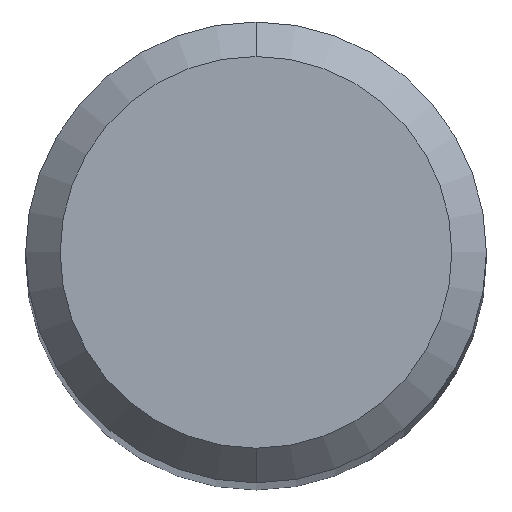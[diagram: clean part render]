
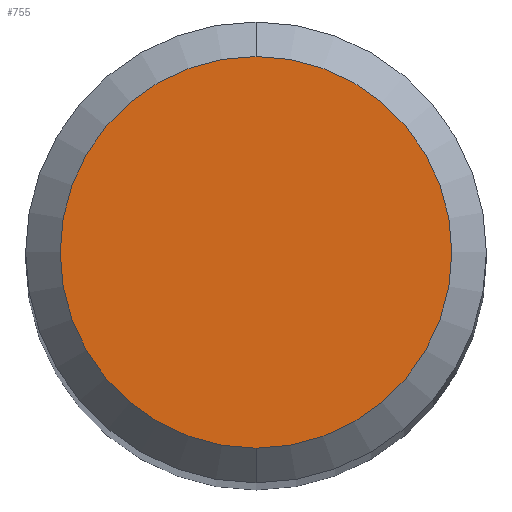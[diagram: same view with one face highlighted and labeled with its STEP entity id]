
A CAD part, top view. The second image highlights one B-rep face of the part: STEP entity #755.
In plain terms, the highlighted planar face has unit normal (0, 0, 1).
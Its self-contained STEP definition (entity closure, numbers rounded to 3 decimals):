
#369=EDGE_CURVE('',#717,#895,#1033,.T.);
#409=EDGE_CURVE('',#895,#717,#1077,.T.);
#717=VERTEX_POINT('',#1413);
#755=ADVANCED_FACE('',(#1454),#1455,.T.);
#895=VERTEX_POINT('',#1608);
#1033=CIRCLE('',#1752,1.7);
#1077=CIRCLE('',#1920,1.7);
#1413=CARTESIAN_POINT('',(0.0,1.7,0.0));
#1454=FACE_OUTER_BOUND('',#3722,.T.);
#1455=PLANE('',#3723);
#1608=CARTESIAN_POINT('',(0.,-1.7,0.0));
#1752=AXIS2_PLACEMENT_3D('',#4487,#4488,#4489);
#1920=AXIS2_PLACEMENT_3D('',#4529,#4530,#4531);
#3722=EDGE_LOOP('',(#4932,#4933));
#3723=AXIS2_PLACEMENT_3D('',#4934,#4935,#4936);
#4487=CARTESIAN_POINT('',(0.0,0.0,0.0));
#4488=DIRECTION('',(0.0,0.0,-1.0));
#4489=DIRECTION('',(0.0,1.0,0.0));
#4529=CARTESIAN_POINT('',(0.0,0.0,0.0));
#4530=DIRECTION('',(0.0,0.0,-1.0));
#4531=DIRECTION('',(0.0,1.0,0.0));
#4932=ORIENTED_EDGE('',*,*,#369,.F.);
#4933=ORIENTED_EDGE('',*,*,#409,.F.);
#4934=CARTESIAN_POINT('',(0.0,0.85,0.0));
#4935=DIRECTION('',(-0.0,0.0,1.0));
#4936=DIRECTION('',(0.0,-1.0,0.0));
